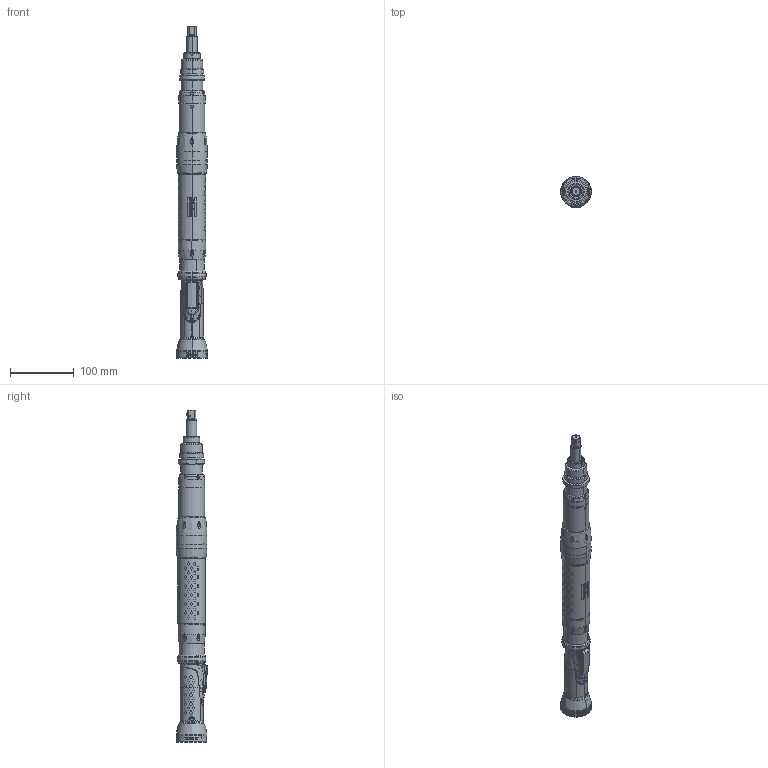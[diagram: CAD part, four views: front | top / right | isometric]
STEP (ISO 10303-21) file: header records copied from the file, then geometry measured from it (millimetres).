
FILE_DESCRIPTION((''),'2;1');
FILE_NAME('8433215272_ASM','2021-05-18T18:45:49',('INEEXTAMK'),(''),'CREO PARAMETRIC BY PTC INC, 2020454','CREO PARAMETRIC BY PTC INC, 2020454','');
FILE_SCHEMA(('CONFIG_CONTROL_DESIGN'));
Products named in the file (27): 4220232200; 4220232310; 4220249500_SPEC; 4220232380_ASM; 4220232603; 4220261601; 4220232683_ASM; 4220232402; 4224230103_ASM; 4220237107_OLD; 4220293700; 4220237081_ASM; 4220365881_ASM; 4220315701; 4224210201_ASM; 4220240500; 4220269300; 4220269380_ASM; 4220258400; 4220113500; 4220113700; 4090034100; 4210067544; 4220488002; 4224156325_ASM; 4220269400; 8433215272_ASM
Assembly tree (26 placements, depth 5):
  8433215272_ASM
    4224230103_ASM
      4220232200
      4220232380_ASM
        4220232310
        4220249500_SPEC
      4220232683_ASM
        4220232603
        4220261601
      4220232402
    4224210201_ASM
      4220365881_ASM
        4220237081_ASM
          4220237107_OLD
          4220293700
      4220315701
    4220240500
    4220269380_ASM
      4220269300
    4220258400
    4224156325_ASM
      4220113500
      4220113700
      4090034100
      4210067544
      4220488002
    4220269400
Bounding box: 48 x 49.07 x 521.01 mm (x, y, z)
Volume: 737010.1 mm3; surface area: 204470.5 mm2
Topology: 18 solids, 33 shells, 3030 faces, 8068 edges, 5269 vertices
Faces by surface type: bspline 1004, plane 947, cylinder 462, cone 303, extrusion 204, torus 86, revolution 18, sphere 6
Entity records: 154138 total; most frequent: CARTESIAN_POINT 88232, ORIENTED_EDGE 16060, DIRECTION 9205, EDGE_CURVE 8060, VERTEX_POINT 5269, B_SPLINE_CURVE_WITH_KNOTS 4320, EDGE_LOOP 3251, AXIS2_PLACEMENT_3D 3127
